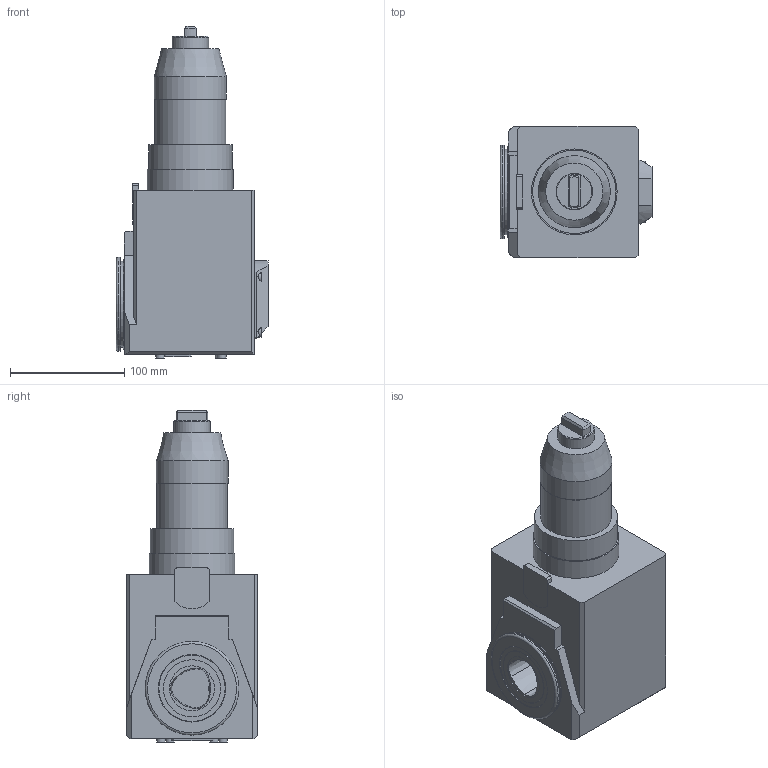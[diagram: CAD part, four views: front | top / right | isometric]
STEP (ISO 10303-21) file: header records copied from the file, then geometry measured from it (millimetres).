
FILE_DESCRIPTION(/* description */ (''),/* implementation_level */ '2;1');
FILE_NAME(/* name */ '1533898539455.stp',/* time_stamp */ '2018-08-10T12:55:46+02:00',/* author */ (''),/* organization */ ('SMS'),/* preprocessor_version */ 'ST-DEVELOPER v15',/* originating_system */ 'SIEMENS PLM Software NX 8.5',/* authorisation */ '');
FILE_SCHEMA (('AUTOMOTIVE_DESIGN { 1 0 10303 214 3 1 1 1 }'));
Length unit declared in the file: millimetre
Products named in the file (1): 201818277mod000_00
Bounding box: 133 x 115 x 290.5 mm (x, y, z)
Volume: 2306866.2 mm3; surface area: 125379.6 mm2
Topology: 1 solids, 1 shells, 115 faces, 267 edges, 178 vertices
Faces by surface type: plane 69, cylinder 33, cone 12, torus 1
Full cylindrical faces by diameter (mm): 3 x1, 7.58 x4, 7.6 x2, 32 x1, 39.2 x1, 50 x1, 62 x1, 63 x1, 73 x1, 75 x2, 82 x1
Entity records: 3236 total; most frequent: CARTESIAN_POINT 598, DIRECTION 564, ORIENTED_EDGE 478, EDGE_CURVE 239, AXIS2_PLACEMENT_3D 211, VERTEX_POINT 171, EDGE_LOOP 160, LINE 142
